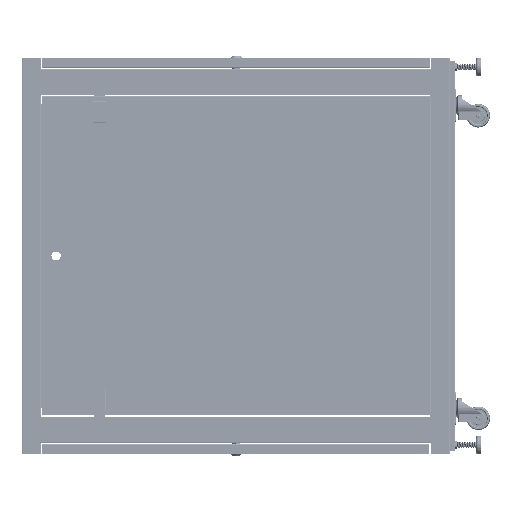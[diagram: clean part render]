
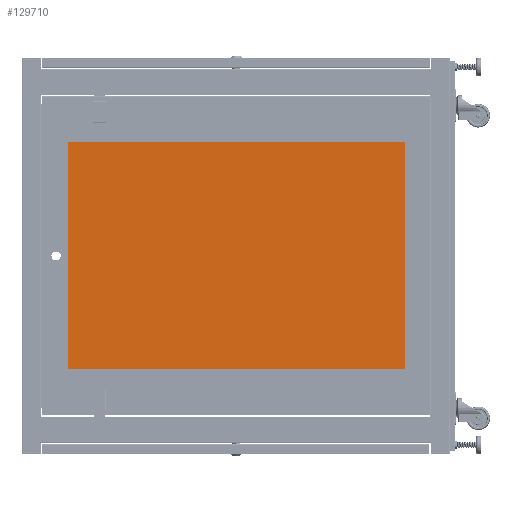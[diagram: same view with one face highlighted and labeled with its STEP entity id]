
A CAD part, left-side view. The second image highlights one B-rep face of the part: STEP entity #129710.
In plain terms, the highlighted face is planar.
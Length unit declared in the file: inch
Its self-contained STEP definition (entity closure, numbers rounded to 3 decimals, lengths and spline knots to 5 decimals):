
#981 = VERTEX_POINT ( 'NONE', #23009 ) ;
#2757 = DIRECTION ( 'NONE',  ( 0., -1., 0. ) ) ;
#4145 = VERTEX_POINT ( 'NONE', #113141 ) ;
#6658 = AXIS2_PLACEMENT_3D ( 'NONE', #66760, #109350, #16562 ) ;
#10269 = EDGE_CURVE ( 'NONE', #21148, #132298, #33287, .T. ) ;
#13747 = ORIENTED_EDGE ( 'NONE', *, *, #96376, .T. ) ;
#16562 = DIRECTION ( 'NONE',  ( 1., 0., 0. ) ) ;
#21148 = VERTEX_POINT ( 'NONE', #30008 ) ;
#23009 = CARTESIAN_POINT ( 'NONE',  ( -9.44882, -13.99606, -0.01969 ) ) ;
#30008 = CARTESIAN_POINT ( 'NONE',  ( 9.44882, -13.99606, -0.01969 ) ) ;
#33287 = LINE ( 'NONE', #85440, #57713 ) ;
#36916 = FACE_OUTER_BOUND ( 'NONE', #77731, .T. ) ;
#42627 = CARTESIAN_POINT ( 'NONE',  ( 9.44882, 13.99606, -0.01969 ) ) ;
#43449 = VECTOR ( 'NONE', #127079, 39.37008 ) ;
#52252 = CARTESIAN_POINT ( 'NONE',  ( -9.44882, 13.99606, -0.01969 ) ) ;
#55239 = PLANE ( 'NONE',  #6658 ) ;
#57713 = VECTOR ( 'NONE', #124771, 39.37008 ) ;
#66760 = CARTESIAN_POINT ( 'NONE',  ( 0., 0., -0.01969 ) ) ;
#77579 = LINE ( 'NONE', #118902, #43449 ) ;
#77731 = EDGE_LOOP ( 'NONE', ( #96111, #13747, #97671, #123172 ) ) ;
#82449 = LINE ( 'NONE', #102732, #111809 ) ;
#85440 = CARTESIAN_POINT ( 'NONE',  ( 9.44882, 13.99606, -0.01969 ) ) ;
#96111 = ORIENTED_EDGE ( 'NONE', *, *, #10269, .T. ) ;
#96146 = VECTOR ( 'NONE', #2757, 39.37008 ) ;
#96376 = EDGE_CURVE ( 'NONE', #132298, #4145, #82449, .T. ) ;
#97671 = ORIENTED_EDGE ( 'NONE', *, *, #116899, .T. ) ;
#102732 = CARTESIAN_POINT ( 'NONE',  ( -9.44882, 13.99606, -0.01969 ) ) ;
#103700 = LINE ( 'NONE', #52252, #96146 ) ;
#109350 = DIRECTION ( 'NONE',  ( 0., 0., 1. ) ) ;
#111809 = VECTOR ( 'NONE', #114279, 39.37008 ) ;
#113141 = CARTESIAN_POINT ( 'NONE',  ( -9.44882, 13.99606, -0.01969 ) ) ;
#114279 = DIRECTION ( 'NONE',  ( -1., 0., 0. ) ) ;
#116899 = EDGE_CURVE ( 'NONE', #4145, #981, #103700, .T. ) ;
#118902 = CARTESIAN_POINT ( 'NONE',  ( -9.44882, -13.99606, -0.01969 ) ) ;
#123172 = ORIENTED_EDGE ( 'NONE', *, *, #129714, .T. ) ;
#124771 = DIRECTION ( 'NONE',  ( 0., 1., 0. ) ) ;
#127079 = DIRECTION ( 'NONE',  ( 1., 0., 0. ) ) ;
#129710 = ADVANCED_FACE ( 'NONE', ( #36916 ), #55239, .T. ) ;
#129714 = EDGE_CURVE ( 'NONE', #981, #21148, #77579, .T. ) ;
#132298 = VERTEX_POINT ( 'NONE', #42627 ) ;
